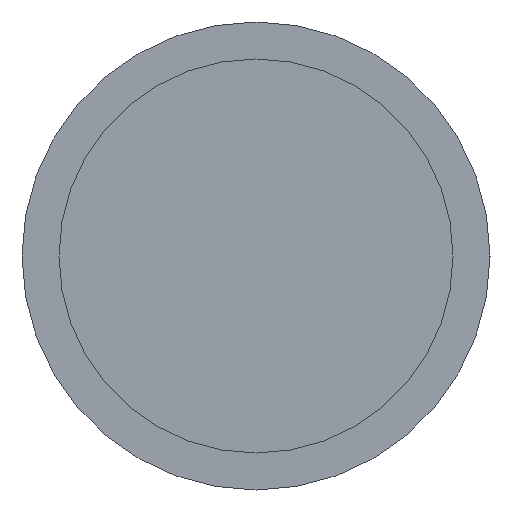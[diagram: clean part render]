
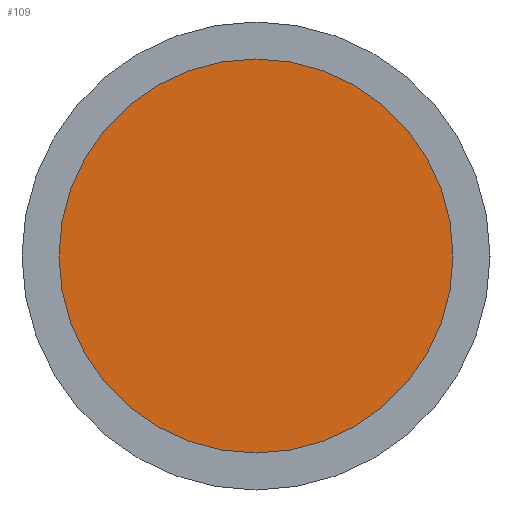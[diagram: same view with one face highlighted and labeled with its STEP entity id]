
A CAD part, left-side view. The second image highlights one B-rep face of the part: STEP entity #109.
In plain terms, the highlighted planar face has unit normal (-1, 0, 0).
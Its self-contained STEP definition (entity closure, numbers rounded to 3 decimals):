
#31=FACE_OUTER_BOUND('',#41,.T.);
#41=EDGE_LOOP('',(#81));
#53=CIRCLE('',#141,11.45);
#61=VERTEX_POINT('',#201);
#69=EDGE_CURVE('',#61,#61,#53,.T.);
#81=ORIENTED_EDGE('',*,*,#69,.F.);
#104=PLANE('',#140);
#109=ADVANCED_FACE('',(#31),#104,.T.);
#140=AXIS2_PLACEMENT_3D('',#200,#162,#163);
#141=AXIS2_PLACEMENT_3D('',#202,#164,#165);
#162=DIRECTION('center_axis',(-1.,0.,0.));
#163=DIRECTION('ref_axis',(0.,0.,1.));
#164=DIRECTION('center_axis',(1.,0.,0.));
#165=DIRECTION('ref_axis',(0.,0.,-1.));
#200=CARTESIAN_POINT('Origin',(0.,11.45,0.));
#201=CARTESIAN_POINT('',(0.,-11.45,0.));
#202=CARTESIAN_POINT('Origin',(0.,0.,0.));
